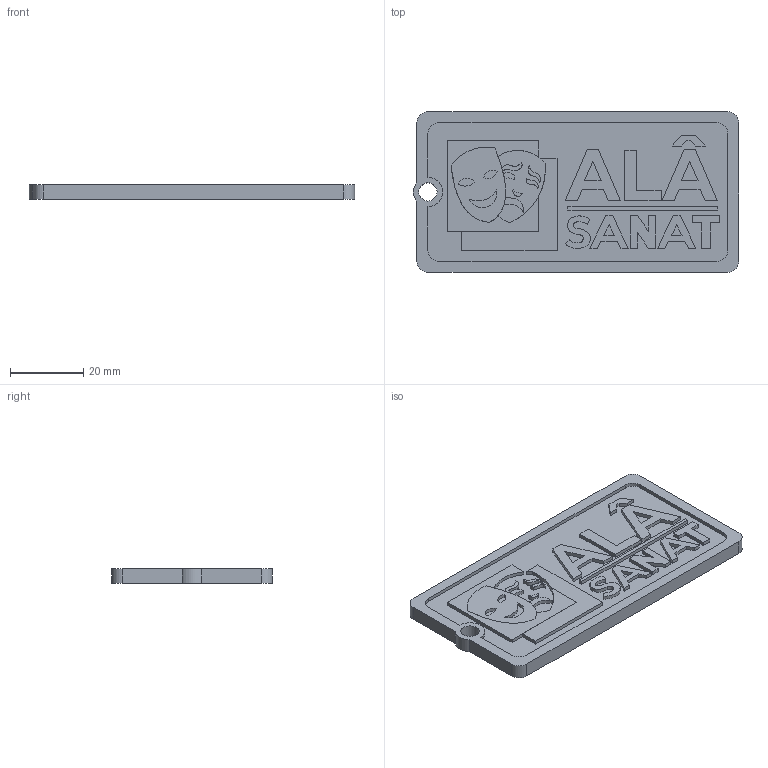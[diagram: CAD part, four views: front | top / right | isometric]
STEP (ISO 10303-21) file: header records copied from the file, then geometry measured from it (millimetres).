
FILE_DESCRIPTION(/* description */ (''),/* implementation_level */ '2;1');
FILE_NAME(/* name */ 'keychain2.step',/* time_stamp */ '2026-02-16T20:38:12+03:00',/* author */ (''),/* organization */ (''),/* preprocessor_version */ 'ST-DEVELOPER v20.1',/* originating_system */ 'Autodesk Translation Framework v14.24.0.0',/* authorisation */ '');
FILE_SCHEMA (('AUTOMOTIVE_DESIGN { 1 0 10303 214 3 1 1 }'));
Length unit declared in the file: millimetre
Products named in the file (1): sanat evi 3d
Bounding box: 88.99 x 44 x 4 mm (x, y, z)
Volume: 13486.7 mm3; surface area: 16479.4 mm2
Topology: 28 solids, 28 shells, 358 faces, 906 edges, 604 vertices
Faces by surface type: plane 262, cylinder 50, bspline 46
Full cylindrical faces by diameter (mm): 5 x1
Entity records: 13261 total; most frequent: CARTESIAN_POINT 4839, ORIENTED_EDGE 1812, DIRECTION 1528, EDGE_CURVE 906, LINE 702, VECTOR 702, VERTEX_POINT 604, AXIS2_PLACEMENT_3D 413
